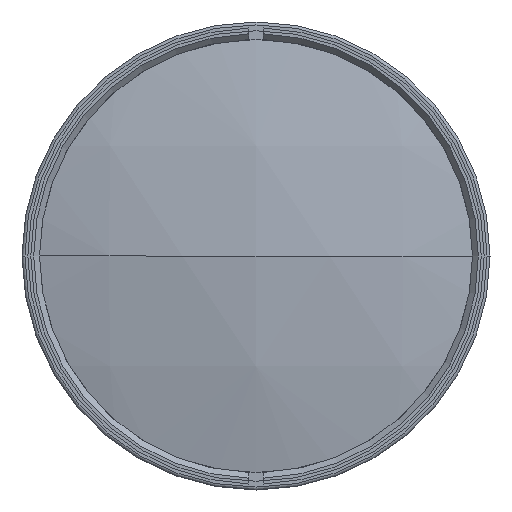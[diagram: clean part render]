
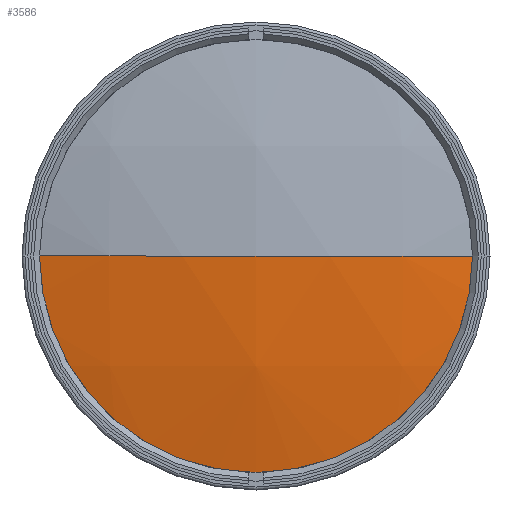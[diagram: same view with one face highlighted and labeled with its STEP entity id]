
A CAD part, left-side view. The second image highlights one B-rep face of the part: STEP entity #3586.
In plain terms, the highlighted spherical face has radius 161 mm.
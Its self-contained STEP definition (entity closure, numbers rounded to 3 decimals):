
#333 = ORIENTED_EDGE ( 'NONE', *, *, #2297, .T. ) ;
#400 = AXIS2_PLACEMENT_3D ( 'NONE', #5058, #2192, #2489 ) ;
#412 = DIRECTION ( 'NONE',  ( 0., 0., 1. ) ) ;
#454 = EDGE_CURVE ( 'NONE', #2467, #2434, #2514, .T. ) ;
#465 = DIRECTION ( 'NONE',  ( 0., 0., -1. ) ) ;
#667 = AXIS2_PLACEMENT_3D ( 'NONE', #2720, #4836, #1530 ) ;
#908 = CIRCLE ( 'NONE', #667, 161. ) ;
#1374 = CARTESIAN_POINT ( 'NONE',  ( -165.23, 0., 0. ) ) ;
#1494 = EDGE_CURVE ( 'NONE', #4581, #2434, #908, .T. ) ;
#1530 = DIRECTION ( 'NONE',  ( 0., 1., 0. ) ) ;
#1670 = ORIENTED_EDGE ( 'NONE', *, *, #454, .F. ) ;
#2192 = DIRECTION ( 'NONE',  ( 0., 0., 1. ) ) ;
#2297 = EDGE_CURVE ( 'NONE', #2467, #4581, #3534, .T. ) ;
#2434 = VERTEX_POINT ( 'NONE', #1374 ) ;
#2453 = DIRECTION ( 'NONE',  ( 0., 1., 0. ) ) ;
#2467 = VERTEX_POINT ( 'NONE', #3711 ) ;
#2489 = DIRECTION ( 'NONE',  ( 0., -1., 0. ) ) ;
#2514 = CIRCLE ( 'NONE', #400, 161. ) ;
#2534 = EDGE_LOOP ( 'NONE', ( #333, #2661, #1670 ) ) ;
#2661 = ORIENTED_EDGE ( 'NONE', *, *, #1494, .T. ) ;
#2675 = CARTESIAN_POINT ( 'NONE',  ( -160.802, -37.5, 0. ) ) ;
#2720 = CARTESIAN_POINT ( 'NONE',  ( -4.23, 0., 0. ) ) ;
#2886 = SPHERICAL_SURFACE ( 'NONE', #3971, 161. ) ;
#3296 = CARTESIAN_POINT ( 'NONE',  ( -160.802, 0., 0. ) ) ;
#3298 = FACE_OUTER_BOUND ( 'NONE', #2534, .T. ) ;
#3534 = CIRCLE ( 'NONE', #3869, 37.5 ) ;
#3586 = ADVANCED_FACE ( 'NONE', ( #3298 ), #2886, .T. ) ;
#3687 = DIRECTION ( 'NONE',  ( -1., 0., 0. ) ) ;
#3711 = CARTESIAN_POINT ( 'NONE',  ( -160.802, 37.5, 0. ) ) ;
#3869 = AXIS2_PLACEMENT_3D ( 'NONE', #3296, #3687, #412 ) ;
#3971 = AXIS2_PLACEMENT_3D ( 'NONE', #5245, #465, #2453 ) ;
#4581 = VERTEX_POINT ( 'NONE', #2675 ) ;
#4836 = DIRECTION ( 'NONE',  ( 0., 0., -1. ) ) ;
#5058 = CARTESIAN_POINT ( 'NONE',  ( -4.23, 0., 0. ) ) ;
#5245 = CARTESIAN_POINT ( 'NONE',  ( -4.23, 0., 0. ) ) ;
